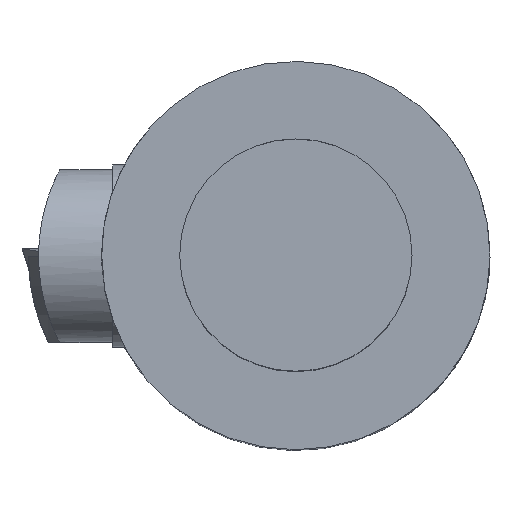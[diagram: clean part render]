
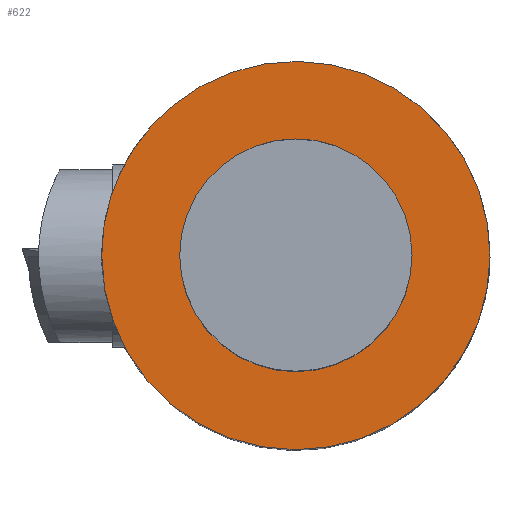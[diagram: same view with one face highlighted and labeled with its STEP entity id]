
A CAD part, top view. The second image highlights one B-rep face of the part: STEP entity #622.
In plain terms, the highlighted planar face has unit normal (0, 0, 1).
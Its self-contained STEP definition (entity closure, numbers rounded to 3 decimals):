
#594=EDGE_CURVE('240[2]',#1234,#1234,#1235,.T.);
#622=ADVANCED_FACE('240[2]',(#1267,#1268),#1269,.F.);
#654=EDGE_CURVE('240[2]',#1306,#1306,#1307,.T.);
#1234=VERTEX_POINT('',#2293);
#1235=CIRCLE('',#2294,7.0);
#1267=FACE_OUTER_BOUND('',#2342,.T.);
#1268=FACE_BOUND('',#2343,.T.);
#1269=PLANE('',#2344);
#1306=VERTEX_POINT('',#2442);
#1307=CIRCLE('',#2443,11.7);
#2293=CARTESIAN_POINT('',(7.0,0.0,0.0));
#2294=AXIS2_PLACEMENT_3D('',#3169,#3170,#3171);
#2342=EDGE_LOOP('',(#3214));
#2343=EDGE_LOOP('',(#3215));
#2344=AXIS2_PLACEMENT_3D('',#3216,#3217,#3218);
#2442=CARTESIAN_POINT('',(-11.7,0.,0.0));
#2443=AXIS2_PLACEMENT_3D('',#3256,#3257,#3258);
#3169=CARTESIAN_POINT('',(0.0,0.0,0.0));
#3170=DIRECTION('',(0.0,0.0,-1.0));
#3171=DIRECTION('',(1.0,0.0,0.0));
#3214=ORIENTED_EDGE('',*,*,#654,.F.);
#3215=ORIENTED_EDGE('',*,*,#594,.T.);
#3216=CARTESIAN_POINT('',(0.,0.,0.0));
#3217=DIRECTION('',(0.0,0.0,-1.0));
#3218=DIRECTION('',(0.0,-1.0,0.0));
#3256=CARTESIAN_POINT('',(0.,0.,0.0));
#3257=DIRECTION('',(0.0,-0.0,-1.0));
#3258=DIRECTION('',(1.0,0.,0.0));
